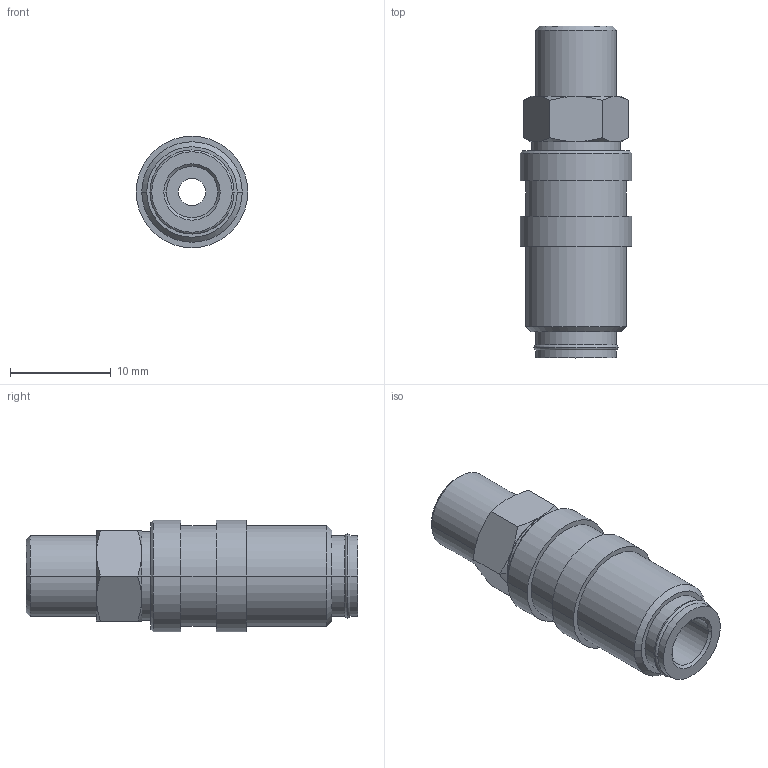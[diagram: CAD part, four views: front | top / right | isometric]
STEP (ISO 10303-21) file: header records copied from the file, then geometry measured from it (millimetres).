
FILE_DESCRIPTION(('STEP AP214'),'1');
FILE_NAME('eshmc_875_aab.stp','2020-04-22T06:05:33',('TraceParts'),('TraceParts S.A.'),'Spatial InterOp 3D',' ',' ');
FILE_SCHEMA(('automotive_design'));
Length unit declared in the file: millimetre
Products named in the file (1): 1
Bounding box: 11.1 x 33 x 11.1 mm (x, y, z)
Volume: 2003.4 mm3; surface area: 1575 mm2
Topology: 1 solids, 1 shells, 64 faces, 132 edges, 78 vertices
Faces by surface type: cone 24, cylinder 20, plane 16, torus 4
Entity records: 2242 total; most frequent: CARTESIAN_POINT 371, DIRECTION 308, ORIENTED_EDGE 264, AXIS2_PLACEMENT_3D 135, EDGE_CURVE 132, VERTEX_POINT 78, EDGE_LOOP 74, CIRCLE 70
